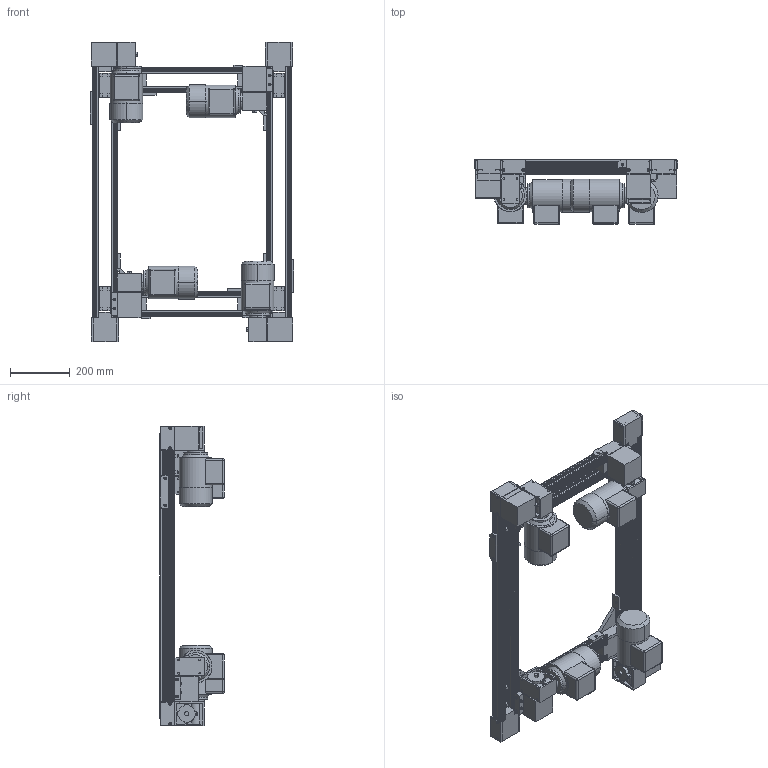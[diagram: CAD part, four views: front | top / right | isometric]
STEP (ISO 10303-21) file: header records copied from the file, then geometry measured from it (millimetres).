
FILE_DESCRIPTION(('STEP AP214'),'1');
FILE_NAME('Boucle 500x1000.stp','2025-07-31T09:16:03',(' '),(' '),'Spatial InterOp 3D',' ',' ');
FILE_SCHEMA(('AUTOMOTIVE_DESIGN { 1 0 10303 214 1 1 1 1 }'));
Length unit declared in the file: millimetre
Products named in the file (31): 110_05_100_elcom; FHC 5x12; 110 06 005; Boucle 500x1000; 110_04_200_elcom; Part14^110 04 200; Part13^110 04 200; Part12^110 04 200; Part11^110 04 200; Part24^110 04 400; 110_04_400_elcom; Part23^110 04 400; Part22^110 04 400; Part21^110 04 400; Part20^110 04 400; 110_05_000_10-1000-Hor-L_elcom; Motor_110_05_000_10-XXXX-Hor-L_elcom_110_05_000_10-XXXX-Hor-L_elcom; Belt_110_05_000_10-XXXX-Hor-L_elcom_110_05_000_10-XXXX-Hor-L_elcom; Glide_Profile_110_05_000_10-XXXX-Hor-L_elcom_110_05_000_10-XXXX-Hor-L_elcom; Profile_110_05_000_10-XXXX-Hor-L_elcom_110_05_000_10-XXXX-Hor-L_elcom; End_Unit_110_05_000_10-XXXX-Hor-L_elcom_110_05_000_10-XXXX-Hor-L_elcom; Drive_Unit_110_05_000_10-XXXX-Hor-L_elcom_110_05_000_10-XXXX-Hor-L_elcom; 110_05_000_10-0500-Hor-L_elcom
Assembly tree (47 placements, depth 4):
  Boucle 500x1000
    110_05_100_elcom  x4
      FHC 5x12
      110 06 005
    110_04_200_elcom  x2
      Part14^110 04 200
      Part13^110 04 200
      Part12^110 04 200
      Part11^110 04 200
    110_04_400_elcom  x2
      Part24^110 04 400
        Part24^110 04 400
        Part24^110 04 400
      Part23^110 04 400
      Part22^110 04 400
      Part21^110 04 400
      Part20^110 04 400
    110_05_000_10-1000-Hor-L_elcom  x2
      Motor_110_05_000_10-XXXX-Hor-L_elcom_110_05_000_10-XXXX-Hor-L_elcom
      Belt_110_05_000_10-XXXX-Hor-L_elcom_110_05_000_10-XXXX-Hor-L_elcom
      Glide_Profile_110_05_000_10-XXXX-Hor-L_elcom_110_05_000_10-XXXX-Hor-L_elcom
      Profile_110_05_000_10-XXXX-Hor-L_elcom_110_05_000_10-XXXX-Hor-L_elcom
      End_Unit_110_05_000_10-XXXX-Hor-L_elcom_110_05_000_10-XXXX-Hor-L_elcom
      Drive_Unit_110_05_000_10-XXXX-Hor-L_elcom_110_05_000_10-XXXX-Hor-L_elcom
    110_05_000_10-0500-Hor-L_elcom  x2
      Motor_110_05_000_10-XXXX-Hor-L_elcom_110_05_000_10-XXXX-Hor-L_elcom
      Belt_110_05_000_10-XXXX-Hor-L_elcom_110_05_000_10-XXXX-Hor-L_elcom
      Glide_Profile_110_05_000_10-XXXX-Hor-L_elcom_110_05_000_10-XXXX-Hor-L_elcom
      Profile_110_05_000_10-XXXX-Hor-L_elcom_110_05_000_10-XXXX-Hor-L_elcom
      End_Unit_110_05_000_10-XXXX-Hor-L_elcom_110_05_000_10-XXXX-Hor-L_elcom
      Drive_Unit_110_05_000_10-XXXX-Hor-L_elcom_110_05_000_10-XXXX-Hor-L_elcom
Bounding box: 679 x 214.5 x 1000 mm (x, y, z)
Volume: 16929593.5 mm3; surface area: 3454509.5 mm2
Topology: 80 solids, 88 shells, 4772 faces, 12558 edges, 8150 vertices
Faces by surface type: plane 2288, cylinder 2060, cone 292, torus 84, bspline 32, sphere 16
Entity records: 79868 total; most frequent: CARTESIAN_POINT 13855, DIRECTION 10130, ORIENTED_EDGE 9828, EDGE_CURVE 4914, AXIS2_PLACEMENT_3D 3589, VERTEX_POINT 3220, LINE 2952, VECTOR 2952
